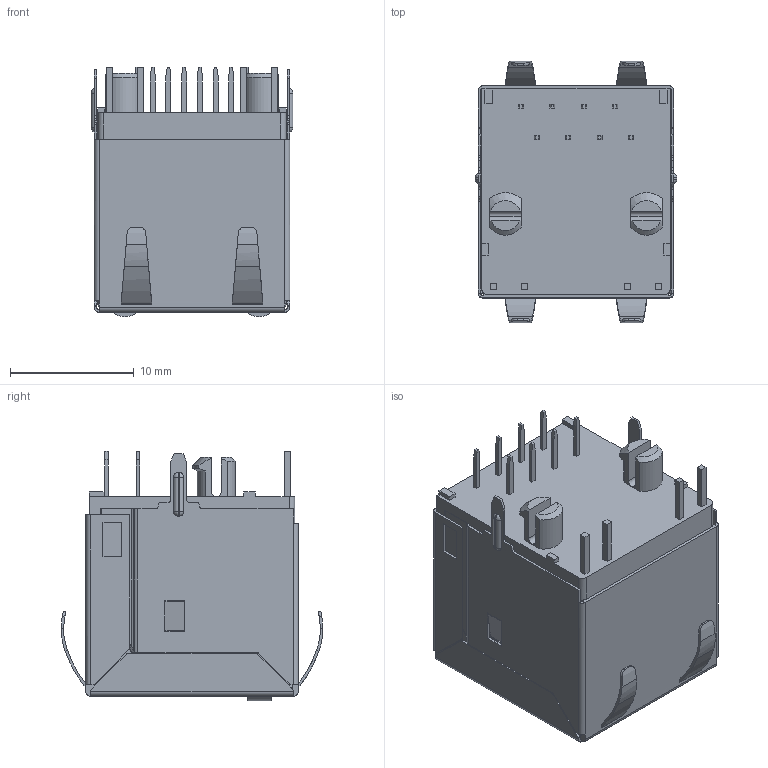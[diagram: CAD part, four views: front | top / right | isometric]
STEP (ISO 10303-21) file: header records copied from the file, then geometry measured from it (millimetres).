
FILE_DESCRIPTION (( 'STEP AP214' ), '1' );
FILE_NAME ('ACC-M-RJE45-188-1XX1-REVT1.STEP', '2018-12-18T10:05:03', ( '' ), ( '' ), 'SwSTEP 2.0', 'SolidWorks 2018', '' );
FILE_SCHEMA (( 'AUTOMOTIVE_DESIGN' ));
Length unit declared in the file: millimetre
Products named in the file (1): ACC-M-RJE45-188-1XX1-REVT1
Bounding box: 16.34 x 21.19 x 20.2 mm (x, y, z)
Volume: 3244.1 mm3; surface area: 3840.6 mm2
Topology: 1 solids, 3 shells, 1040 faces, 2835 edges, 1842 vertices
Faces by surface type: plane 762, cylinder 150, bspline 112, sphere 10, cone 6
Entity records: 46531 total; most frequent: CARTESIAN_POINT 10386, ORIENTED_EDGE 5670, DIRECTION 4125, EDGE_CURVE 2835, LINE 2103, VECTOR 2103, VERTEX_POINT 1842, EDGE_LOOP 1101
